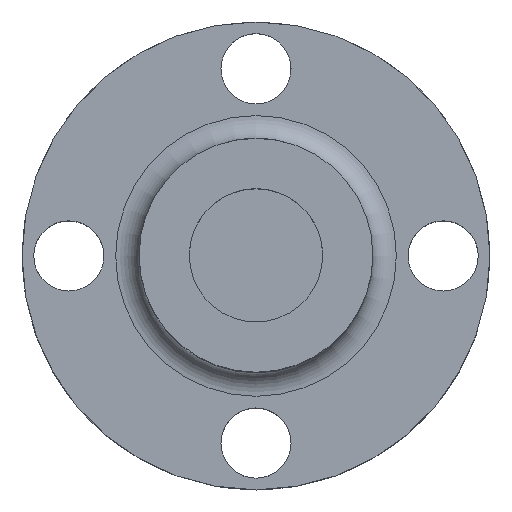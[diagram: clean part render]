
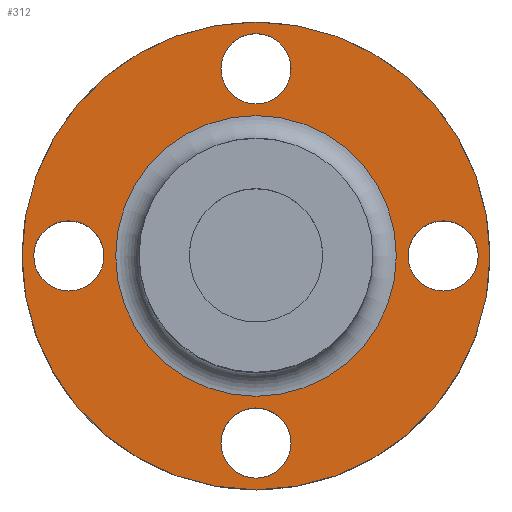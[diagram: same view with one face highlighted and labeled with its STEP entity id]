
A CAD part, top view. The second image highlights one B-rep face of the part: STEP entity #312.
In plain terms, the highlighted planar face has unit normal (0, 0, 1).
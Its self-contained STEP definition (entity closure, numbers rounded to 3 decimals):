
#19=PLANE('',#372);
#25=FACE_BOUND('',#75,.T.);
#26=FACE_BOUND('',#76,.T.);
#27=FACE_BOUND('',#77,.T.);
#28=FACE_BOUND('',#78,.T.);
#29=FACE_BOUND('',#79,.T.);
#55=FACE_OUTER_BOUND('',#74,.T.);
#74=EDGE_LOOP('',(#282));
#75=EDGE_LOOP('',(#283));
#76=EDGE_LOOP('',(#284));
#77=EDGE_LOOP('',(#285));
#78=EDGE_LOOP('',(#286));
#79=EDGE_LOOP('',(#287));
#102=CIRCLE('',#341,1.5);
#105=CIRCLE('',#345,1.5);
#108=CIRCLE('',#349,1.5);
#110=CIRCLE('',#352,1.5);
#119=CIRCLE('',#364,10.);
#120=CIRCLE('',#366,6.);
#133=VERTEX_POINT('',#624);
#137=VERTEX_POINT('',#657);
#141=VERTEX_POINT('',#690);
#145=VERTEX_POINT('',#726);
#150=VERTEX_POINT('',#768);
#151=VERTEX_POINT('',#772);
#166=EDGE_CURVE('',#133,#133,#102,.T.);
#171=EDGE_CURVE('',#137,#137,#105,.T.);
#176=EDGE_CURVE('',#141,#141,#108,.T.);
#181=EDGE_CURVE('',#145,#145,#110,.T.);
#192=EDGE_CURVE('',#150,#150,#119,.T.);
#194=EDGE_CURVE('',#151,#151,#120,.T.);
#282=ORIENTED_EDGE('',*,*,#192,.T.);
#283=ORIENTED_EDGE('',*,*,#166,.T.);
#284=ORIENTED_EDGE('',*,*,#171,.T.);
#285=ORIENTED_EDGE('',*,*,#176,.T.);
#286=ORIENTED_EDGE('',*,*,#181,.T.);
#287=ORIENTED_EDGE('',*,*,#194,.F.);
#312=ADVANCED_FACE('',(#55,#25,#26,#27,#28,#29),#19,.T.);
#341=AXIS2_PLACEMENT_3D('',#625,#393,#394);
#345=AXIS2_PLACEMENT_3D('',#658,#402,#403);
#349=AXIS2_PLACEMENT_3D('',#691,#411,#412);
#352=AXIS2_PLACEMENT_3D('',#727,#418,#419);
#364=AXIS2_PLACEMENT_3D('',#769,#443,#444);
#366=AXIS2_PLACEMENT_3D('',#773,#448,#449);
#372=AXIS2_PLACEMENT_3D('',#783,#461,#462);
#393=DIRECTION('center_axis',(0.,0.,-1.));
#394=DIRECTION('ref_axis',(1.,0.,0.));
#402=DIRECTION('center_axis',(0.,0.,-1.));
#403=DIRECTION('ref_axis',(1.,0.,0.));
#411=DIRECTION('center_axis',(0.,0.,-1.));
#412=DIRECTION('ref_axis',(1.,0.,0.));
#418=DIRECTION('center_axis',(0.,0.,-1.));
#419=DIRECTION('ref_axis',(1.,0.,0.));
#443=DIRECTION('center_axis',(0.,0.,1.));
#444=DIRECTION('ref_axis',(1.,0.,0.));
#448=DIRECTION('center_axis',(0.,0.,1.));
#449=DIRECTION('ref_axis',(-1.,0.,0.));
#461=DIRECTION('center_axis',(0.,0.,1.));
#462=DIRECTION('ref_axis',(1.,0.,0.));
#624=CARTESIAN_POINT('',(-1.5,-8.,5.));
#625=CARTESIAN_POINT('Origin',(0.,-8.,5.));
#657=CARTESIAN_POINT('',(-1.5,8.,5.));
#658=CARTESIAN_POINT('Origin',(0.,8.,5.));
#690=CARTESIAN_POINT('',(-9.5,0.,5.));
#691=CARTESIAN_POINT('Origin',(-8.,0.,5.));
#726=CARTESIAN_POINT('',(6.5,0.,5.));
#727=CARTESIAN_POINT('Origin',(8.,0.,5.));
#768=CARTESIAN_POINT('',(-10.,0.,5.));
#769=CARTESIAN_POINT('Origin',(0.,0.,5.));
#772=CARTESIAN_POINT('',(6.,0.,5.));
#773=CARTESIAN_POINT('Origin',(0.,0.,5.));
#783=CARTESIAN_POINT('Origin',(0.,0.,5.));
